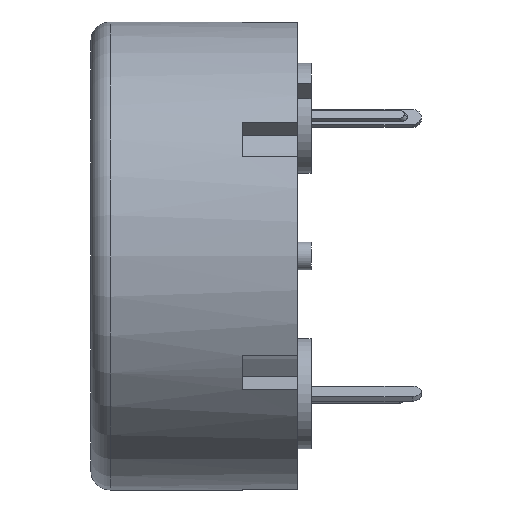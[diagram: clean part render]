
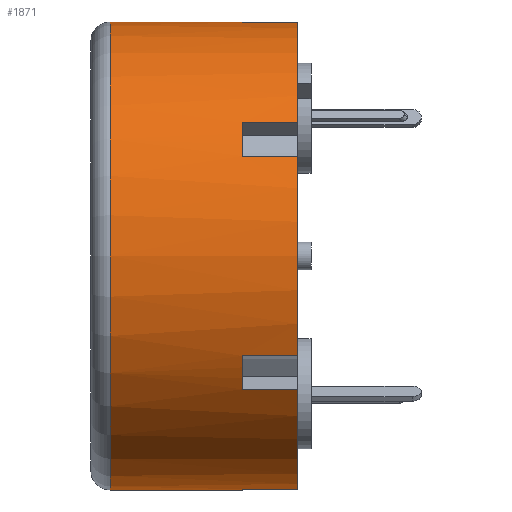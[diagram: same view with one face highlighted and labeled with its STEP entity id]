
A CAD part, left-side view. The second image highlights one B-rep face of the part: STEP entity #1871.
In plain terms, the highlighted cylindrical face has radius 8.5 mm (diameter 17 mm), a partial arc.
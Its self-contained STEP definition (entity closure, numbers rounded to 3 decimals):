
#2 = CARTESIAN_POINT ( 'NONE',  ( -6.986, 2., 4.842 ) ) ;
#6 = CARTESIAN_POINT ( 'NONE',  ( -7.686, 2., -3.629 ) ) ;
#17 = DIRECTION ( 'NONE',  ( 0., 0., -1. ) ) ;
#37 = AXIS2_PLACEMENT_3D ( 'NONE', #2671, #2635, #739 ) ;
#94 = VERTEX_POINT ( 'NONE', #2661 ) ;
#121 = ORIENTED_EDGE ( 'NONE', *, *, #373, .F. ) ;
#152 = DIRECTION ( 'NONE',  ( 0., -1., 0. ) ) ;
#191 = CARTESIAN_POINT ( 'NONE',  ( -6.986, 0., 4.842 ) ) ;
#194 = LINE ( 'NONE', #2, #400 ) ;
#195 = EDGE_CURVE ( 'NONE', #2205, #784, #1550, .T. ) ;
#208 = EDGE_CURVE ( 'NONE', #2205, #2765, #313, .T. ) ;
#223 = CARTESIAN_POINT ( 'NONE',  ( 0., 7.5, 0. ) ) ;
#230 = CARTESIAN_POINT ( 'NONE',  ( -0.7, 0., 8.471 ) ) ;
#259 = DIRECTION ( 'NONE',  ( 0., 1., 0. ) ) ;
#266 = ORIENTED_EDGE ( 'NONE', *, *, #541, .T. ) ;
#274 = CARTESIAN_POINT ( 'NONE',  ( 0., 6.8, 8.5 ) ) ;
#280 = LINE ( 'NONE', #1909, #1046 ) ;
#284 = CIRCLE ( 'NONE', #862, 8.5 ) ;
#300 = ORIENTED_EDGE ( 'NONE', *, *, #681, .F. ) ;
#310 = LINE ( 'NONE', #1288, #740 ) ;
#313 = LINE ( 'NONE', #6, #2142 ) ;
#339 = DIRECTION ( 'NONE',  ( 0., 1., 0. ) ) ;
#373 = EDGE_CURVE ( 'NONE', #784, #2334, #310, .T. ) ;
#400 = VECTOR ( 'NONE', #1270, 1000. ) ;
#410 = CARTESIAN_POINT ( 'NONE',  ( -7.686, 0., 3.629 ) ) ;
#418 = CARTESIAN_POINT ( 'NONE',  ( 0., 2., -8.5 ) ) ;
#424 = DIRECTION ( 'NONE',  ( 0., -1., 0. ) ) ;
#513 = VERTEX_POINT ( 'NONE', #1147 ) ;
#529 = LINE ( 'NONE', #1489, #1108 ) ;
#541 = EDGE_CURVE ( 'NONE', #2765, #1696, #1482, .T. ) ;
#625 = CIRCLE ( 'NONE', #37, 8.5 ) ;
#626 = CIRCLE ( 'NONE', #1006, 8.5 ) ;
#644 = LINE ( 'NONE', #1646, #1737 ) ;
#674 = CARTESIAN_POINT ( 'NONE',  ( -6.986, 2., -4.842 ) ) ;
#681 = EDGE_CURVE ( 'NONE', #1776, #2072, #625, .T. ) ;
#694 = VERTEX_POINT ( 'NONE', #1604 ) ;
#696 = CARTESIAN_POINT ( 'NONE',  ( 0., 0., 0. ) ) ;
#718 = LINE ( 'NONE', #1170, #874 ) ;
#739 = DIRECTION ( 'NONE',  ( 0., 0., -1. ) ) ;
#740 = VECTOR ( 'NONE', #1055, 1000. ) ;
#752 = EDGE_CURVE ( 'NONE', #513, #2334, #1276, .T. ) ;
#784 = VERTEX_POINT ( 'NONE', #674 ) ;
#810 = LINE ( 'NONE', #2508, #1552 ) ;
#862 = AXIS2_PLACEMENT_3D ( 'NONE', #1188, #2694, #1409 ) ;
#869 = VERTEX_POINT ( 'NONE', #274 ) ;
#872 = ORIENTED_EDGE ( 'NONE', *, *, #988, .T. ) ;
#874 = VECTOR ( 'NONE', #1392, 1000. ) ;
#876 = DIRECTION ( 'NONE',  ( 0., -1., 0. ) ) ;
#903 = CARTESIAN_POINT ( 'NONE',  ( 0., 6.8, 0. ) ) ;
#970 = CARTESIAN_POINT ( 'NONE',  ( -0.7, 2., 8.471 ) ) ;
#988 = EDGE_CURVE ( 'NONE', #2273, #2664, #284, .T. ) ;
#1006 = AXIS2_PLACEMENT_3D ( 'NONE', #1223, #1407, #2060 ) ;
#1046 = VECTOR ( 'NONE', #2735, 1000. ) ;
#1055 = DIRECTION ( 'NONE',  ( 0., -1., 0. ) ) ;
#1108 = VECTOR ( 'NONE', #2387, 1000. ) ;
#1111 = CARTESIAN_POINT ( 'NONE',  ( -7.686, 2., 3.629 ) ) ;
#1116 = VERTEX_POINT ( 'NONE', #1111 ) ;
#1147 = CARTESIAN_POINT ( 'NONE',  ( -0.7, 0., -8.471 ) ) ;
#1161 = CYLINDRICAL_SURFACE ( 'NONE', #1812, 8.5 ) ;
#1170 = CARTESIAN_POINT ( 'NONE',  ( 0., 7.5, -8.5 ) ) ;
#1188 = CARTESIAN_POINT ( 'NONE',  ( 0., 0., 0. ) ) ;
#1223 = CARTESIAN_POINT ( 'NONE',  ( 0., 2., 0. ) ) ;
#1252 = CARTESIAN_POINT ( 'NONE',  ( 0., 2., 0. ) ) ;
#1270 = DIRECTION ( 'NONE',  ( 0., -1., 0. ) ) ;
#1276 = CIRCLE ( 'NONE', #1608, 8.5 ) ;
#1288 = CARTESIAN_POINT ( 'NONE',  ( -6.986, 2., -4.842 ) ) ;
#1298 = EDGE_CURVE ( 'NONE', #869, #1776, #529, .T. ) ;
#1303 = ORIENTED_EDGE ( 'NONE', *, *, #1586, .T. ) ;
#1329 = DIRECTION ( 'NONE',  ( 0., -1., 0. ) ) ;
#1330 = ORIENTED_EDGE ( 'NONE', *, *, #2161, .F. ) ;
#1374 = VERTEX_POINT ( 'NONE', #1918 ) ;
#1392 = DIRECTION ( 'NONE',  ( 0., -1., 0. ) ) ;
#1396 = ORIENTED_EDGE ( 'NONE', *, *, #752, .T. ) ;
#1406 = CARTESIAN_POINT ( 'NONE',  ( -7.686, 0., -3.629 ) ) ;
#1407 = DIRECTION ( 'NONE',  ( 0., -1., 0. ) ) ;
#1409 = DIRECTION ( 'NONE',  ( 0., 0., 1. ) ) ;
#1418 = DIRECTION ( 'NONE',  ( 0., 0., 1. ) ) ;
#1472 = EDGE_CURVE ( 'NONE', #1116, #1696, #280, .T. ) ;
#1474 = DIRECTION ( 'NONE',  ( 0., -1., 0. ) ) ;
#1482 = CIRCLE ( 'NONE', #2446, 8.5 ) ;
#1489 = CARTESIAN_POINT ( 'NONE',  ( 0., 7.5, 8.5 ) ) ;
#1509 = AXIS2_PLACEMENT_3D ( 'NONE', #903, #1329, #1994 ) ;
#1519 = CIRCLE ( 'NONE', #1509, 8.5 ) ;
#1541 = DIRECTION ( 'NONE',  ( 0., 0., 1. ) ) ;
#1550 = CIRCLE ( 'NONE', #2728, 8.5 ) ;
#1552 = VECTOR ( 'NONE', #152, 1000. ) ;
#1586 = EDGE_CURVE ( 'NONE', #869, #694, #1519, .T. ) ;
#1604 = CARTESIAN_POINT ( 'NONE',  ( 0., 6.8, -8.5 ) ) ;
#1608 = AXIS2_PLACEMENT_3D ( 'NONE', #2700, #339, #1418 ) ;
#1646 = CARTESIAN_POINT ( 'NONE',  ( -0.7, 2., -8.471 ) ) ;
#1657 = ORIENTED_EDGE ( 'NONE', *, *, #2503, .T. ) ;
#1670 = ORIENTED_EDGE ( 'NONE', *, *, #1721, .F. ) ;
#1696 = VERTEX_POINT ( 'NONE', #410 ) ;
#1698 = DIRECTION ( 'NONE',  ( 0., -1., 0. ) ) ;
#1712 = EDGE_CURVE ( 'NONE', #694, #2215, #718, .T. ) ;
#1721 = EDGE_CURVE ( 'NONE', #2072, #2664, #810, .T. ) ;
#1737 = VECTOR ( 'NONE', #1474, 1000. ) ;
#1776 = VERTEX_POINT ( 'NONE', #2102 ) ;
#1812 = AXIS2_PLACEMENT_3D ( 'NONE', #223, #876, #2378 ) ;
#1833 = EDGE_CURVE ( 'NONE', #1374, #2215, #2221, .T. ) ;
#1871 = ADVANCED_FACE ( 'NONE', ( #2560 ), #1161, .T. ) ;
#1909 = CARTESIAN_POINT ( 'NONE',  ( -7.686, 2., 3.629 ) ) ;
#1918 = CARTESIAN_POINT ( 'NONE',  ( -0.7, 2., -8.471 ) ) ;
#1994 = DIRECTION ( 'NONE',  ( 0., 0., 1. ) ) ;
#2042 = CARTESIAN_POINT ( 'NONE',  ( -6.986, 0., -4.842 ) ) ;
#2060 = DIRECTION ( 'NONE',  ( 0., 0., -1. ) ) ;
#2072 = VERTEX_POINT ( 'NONE', #970 ) ;
#2102 = CARTESIAN_POINT ( 'NONE',  ( 0., 2., 8.5 ) ) ;
#2132 = ORIENTED_EDGE ( 'NONE', *, *, #208, .T. ) ;
#2142 = VECTOR ( 'NONE', #2589, 1000. ) ;
#2161 = EDGE_CURVE ( 'NONE', #94, #1116, #626, .T. ) ;
#2205 = VERTEX_POINT ( 'NONE', #2533 ) ;
#2215 = VERTEX_POINT ( 'NONE', #418 ) ;
#2221 = CIRCLE ( 'NONE', #2307, 8.5 ) ;
#2236 = ORIENTED_EDGE ( 'NONE', *, *, #1833, .F. ) ;
#2239 = ORIENTED_EDGE ( 'NONE', *, *, #1472, .F. ) ;
#2273 = VERTEX_POINT ( 'NONE', #191 ) ;
#2307 = AXIS2_PLACEMENT_3D ( 'NONE', #1252, #424, #2357 ) ;
#2334 = VERTEX_POINT ( 'NONE', #2042 ) ;
#2355 = ORIENTED_EDGE ( 'NONE', *, *, #195, .F. ) ;
#2357 = DIRECTION ( 'NONE',  ( 0., 0., -1. ) ) ;
#2372 = CARTESIAN_POINT ( 'NONE',  ( 0., 2., 0. ) ) ;
#2378 = DIRECTION ( 'NONE',  ( 0., 0., -1. ) ) ;
#2385 = ORIENTED_EDGE ( 'NONE', *, *, #1712, .T. ) ;
#2387 = DIRECTION ( 'NONE',  ( 0., -1., 0. ) ) ;
#2408 = ORIENTED_EDGE ( 'NONE', *, *, #1298, .F. ) ;
#2446 = AXIS2_PLACEMENT_3D ( 'NONE', #696, #259, #1541 ) ;
#2503 = EDGE_CURVE ( 'NONE', #94, #2273, #194, .T. ) ;
#2508 = CARTESIAN_POINT ( 'NONE',  ( -0.7, 2., 8.471 ) ) ;
#2513 = EDGE_CURVE ( 'NONE', #1374, #513, #644, .T. ) ;
#2533 = CARTESIAN_POINT ( 'NONE',  ( -7.686, 2., -3.629 ) ) ;
#2560 = FACE_OUTER_BOUND ( 'NONE', #2689, .T. ) ;
#2589 = DIRECTION ( 'NONE',  ( 0., -1., 0. ) ) ;
#2635 = DIRECTION ( 'NONE',  ( 0., -1., 0. ) ) ;
#2661 = CARTESIAN_POINT ( 'NONE',  ( -6.986, 2., 4.842 ) ) ;
#2664 = VERTEX_POINT ( 'NONE', #230 ) ;
#2671 = CARTESIAN_POINT ( 'NONE',  ( 0., 2., 0. ) ) ;
#2689 = EDGE_LOOP ( 'NONE', ( #2408, #1303, #2385, #2236, #2691, #1396, #121, #2355, #2132, #266, #2239, #1330, #1657, #872, #1670, #300 ) ) ;
#2691 = ORIENTED_EDGE ( 'NONE', *, *, #2513, .T. ) ;
#2694 = DIRECTION ( 'NONE',  ( 0., 1., 0. ) ) ;
#2700 = CARTESIAN_POINT ( 'NONE',  ( 0., 0., 0. ) ) ;
#2728 = AXIS2_PLACEMENT_3D ( 'NONE', #2372, #1698, #17 ) ;
#2735 = DIRECTION ( 'NONE',  ( 0., -1., 0. ) ) ;
#2765 = VERTEX_POINT ( 'NONE', #1406 ) ;
